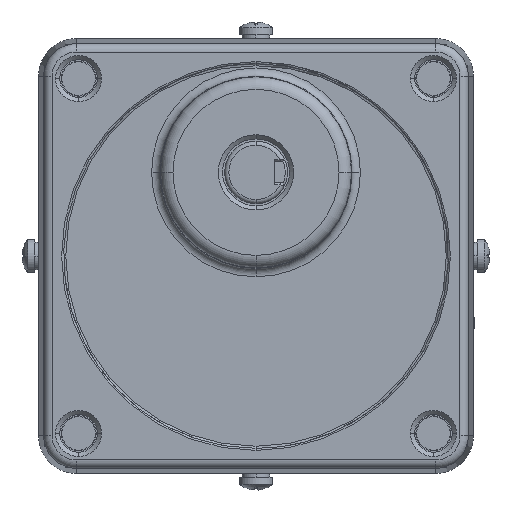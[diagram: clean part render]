
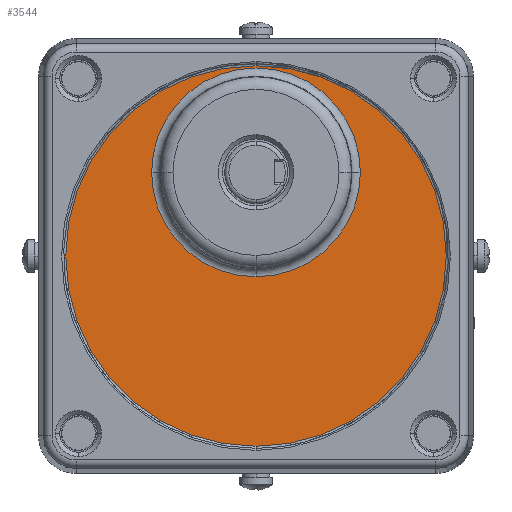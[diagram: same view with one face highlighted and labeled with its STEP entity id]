
A CAD part, left-side view. The second image highlights one B-rep face of the part: STEP entity #3544.
In plain terms, the highlighted planar face has unit normal (-1, 0, 0).
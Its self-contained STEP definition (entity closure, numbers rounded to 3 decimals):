
#101 = AXIS2_PLACEMENT_3D ( 'NONE', #3984, #13050, #22113 ) ;
#1626 = AXIS2_PLACEMENT_3D ( 'NONE', #20342, #29416, #9056 ) ;
#3493 = CARTESIAN_POINT ( 'NONE',  ( 2949.725, -773.74, 0. ) ) ;
#3544 = ADVANCED_FACE ( 'NONE', ( #5727, #14798 ), #23848, .T. ) ;
#3794 = DIRECTION ( 'NONE',  ( 1., 0., 0. ) ) ;
#3984 = CARTESIAN_POINT ( 'NONE',  ( 2949.725, -773.74, 0. ) ) ;
#4471 = AXIS2_PLACEMENT_3D ( 'NONE', #10400, #19447, #28532 ) ;
#5074 = EDGE_LOOP ( 'NONE', ( #11851, #23422, #18000 ) ) ;
#5614 = EDGE_CURVE ( 'NONE', #26984, #11938, #17292, .T. ) ;
#5623 = DIRECTION ( 'NONE',  ( 0., 1., 0. ) ) ;
#5727 = FACE_OUTER_BOUND ( 'NONE', #16512, .T. ) ;
#6145 = CARTESIAN_POINT ( 'NONE',  ( 2949.725, -798.705, -20. ) ) ;
#6300 = VERTEX_POINT ( 'NONE', #16578 ) ;
#6381 = AXIS2_PLACEMENT_3D ( 'NONE', #3493, #12565, #21619 ) ;
#7772 = EDGE_CURVE ( 'NONE', #27847, #26984, #20593, .T. ) ;
#7791 = AXIS2_PLACEMENT_3D ( 'NONE', #16921, #25991, #5623 ) ;
#9056 = DIRECTION ( 'NONE',  ( 0., -1., 0. ) ) ;
#9406 = CIRCLE ( 'NONE', #13177, 45.491 ) ;
#10400 = CARTESIAN_POINT ( 'NONE',  ( 2949.725, -773.74, -20. ) ) ;
#10455 = EDGE_CURVE ( 'NONE', #11938, #27847, #14455, .T. ) ;
#11431 = ORIENTED_EDGE ( 'NONE', *, *, #27858, .F. ) ;
#11851 = ORIENTED_EDGE ( 'NONE', *, *, #5614, .F. ) ;
#11938 = VERTEX_POINT ( 'NONE', #12296 ) ;
#12296 = CARTESIAN_POINT ( 'NONE',  ( 2949.725, -773.74, 4.965 ) ) ;
#12565 = DIRECTION ( 'NONE',  ( -1., 0., 0. ) ) ;
#12866 = DIRECTION ( 'NONE',  ( 0., 0., 1. ) ) ;
#12919 = CIRCLE ( 'NONE', #101, 45.491 ) ;
#12944 = CARTESIAN_POINT ( 'NONE',  ( 2949.725, -773.74, 45.491 ) ) ;
#13050 = DIRECTION ( 'NONE',  ( 1., 0., 0. ) ) ;
#13177 = AXIS2_PLACEMENT_3D ( 'NONE', #24158, #3794, #12866 ) ;
#14455 = CIRCLE ( 'NONE', #1626, 24.965 ) ;
#14798 = FACE_BOUND ( 'NONE', #5074, .T. ) ;
#16512 = EDGE_LOOP ( 'NONE', ( #11431, #18364 ) ) ;
#16578 = CARTESIAN_POINT ( 'NONE',  ( 2949.725, -773.74, -45.491 ) ) ;
#16921 = CARTESIAN_POINT ( 'NONE',  ( 2949.725, -773.74, -20. ) ) ;
#17292 = CIRCLE ( 'NONE', #4471, 24.965 ) ;
#18000 = ORIENTED_EDGE ( 'NONE', *, *, #10455, .F. ) ;
#18364 = ORIENTED_EDGE ( 'NONE', *, *, #19880, .F. ) ;
#19447 = DIRECTION ( 'NONE',  ( -1., 0., 0. ) ) ;
#19880 = EDGE_CURVE ( 'NONE', #20211, #6300, #9406, .T. ) ;
#20211 = VERTEX_POINT ( 'NONE', #12944 ) ;
#20342 = CARTESIAN_POINT ( 'NONE',  ( 2949.725, -773.74, -20. ) ) ;
#20593 = CIRCLE ( 'NONE', #7791, 24.965 ) ;
#21619 = DIRECTION ( 'NONE',  ( 0., 0., 1. ) ) ;
#22113 = DIRECTION ( 'NONE',  ( 0., 0., -1. ) ) ;
#23422 = ORIENTED_EDGE ( 'NONE', *, *, #7772, .F. ) ;
#23848 = PLANE ( 'NONE',  #6381 ) ;
#24158 = CARTESIAN_POINT ( 'NONE',  ( 2949.725, -773.74, 0. ) ) ;
#25991 = DIRECTION ( 'NONE',  ( -1., 0., 0. ) ) ;
#26583 = CARTESIAN_POINT ( 'NONE',  ( 2949.725, -748.775, -20. ) ) ;
#26984 = VERTEX_POINT ( 'NONE', #6145 ) ;
#27847 = VERTEX_POINT ( 'NONE', #26583 ) ;
#27858 = EDGE_CURVE ( 'NONE', #6300, #20211, #12919, .T. ) ;
#28532 = DIRECTION ( 'NONE',  ( 0., -1., 0. ) ) ;
#29416 = DIRECTION ( 'NONE',  ( -1., 0., 0. ) ) ;
